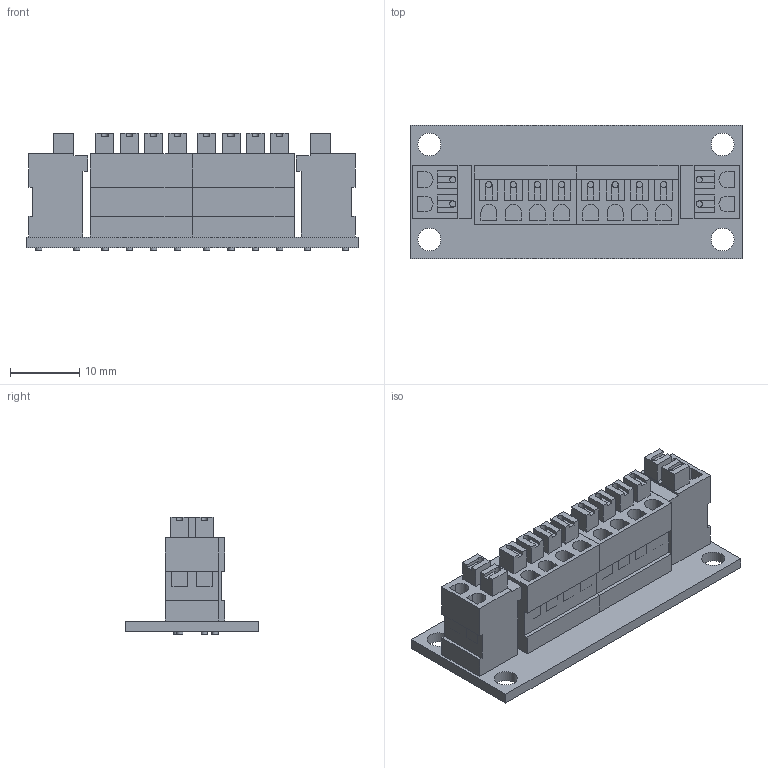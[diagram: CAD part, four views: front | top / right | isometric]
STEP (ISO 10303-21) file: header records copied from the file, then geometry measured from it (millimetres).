
FILE_DESCRIPTION(/* description */ (''),/* implementation_level */ '2;1');
FILE_NAME(/* name */ 'IFB-10008 - CAN Star - 4drop.step',/* time_stamp */ '2019-10-30T00:15:00-05:00',/* author */ (''),/* organization */ (''),/* preprocessor_version */ 'ST-DEVELOPER v18',/* originating_system */ 'Autodesk Translation Framework v8.6.0.1094',/* authorisation */ '');
FILE_SCHEMA (('AUTOMOTIVE_DESIGN { 1 0 10303 214 3 1 1 }'));
Length unit declared in the file: millimetre
Products named in the file (5): IFB-10008 - CAN Star - 4drop; PCB Component; Board; PUSH2CONN_4PINVERT; PUSH2CONN_2PINVERT
Assembly tree (6 placements, depth 3):
  IFB-10008 - CAN Star - 4drop
    PCB Component
      Board
      PUSH2CONN_4PINVERT  x2
      PUSH2CONN_2PINVERT  x2
Bounding box: 47.9 x 19.3 x 17 mm (x, y, z)
Volume: 5389.8 mm3; surface area: 6104.6 mm2
Topology: 5 solids, 5 shells, 318 faces, 774 edges, 514 vertices
Faces by surface type: plane 242, cylinder 76
Full cylindrical faces by diameter (mm): 0.9 x36, 1.1 x24, 3.302 x4
Entity records: 5621 total; most frequent: DIRECTION 922, CARTESIAN_POINT 911, ORIENTED_EDGE 870, EDGE_CURVE 435, LINE 322, VECTOR 322, AXIS2_PLACEMENT_3D 300, VERTEX_POINT 289
